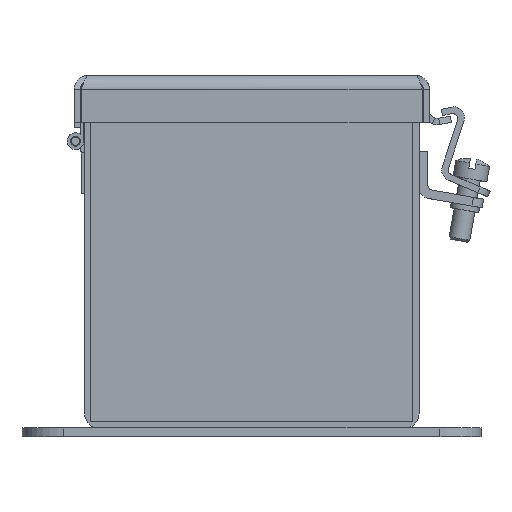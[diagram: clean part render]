
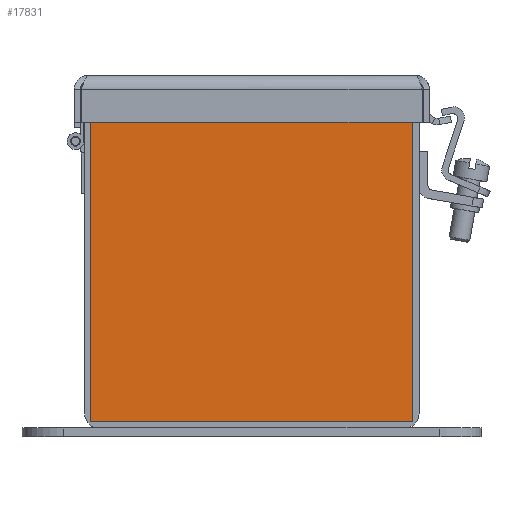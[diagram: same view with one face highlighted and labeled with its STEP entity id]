
A CAD part, left-side view. The second image highlights one B-rep face of the part: STEP entity #17831.
In plain terms, the highlighted planar face has unit normal (-1, 0, 0).
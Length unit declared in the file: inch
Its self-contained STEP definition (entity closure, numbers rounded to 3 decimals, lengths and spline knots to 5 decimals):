
#107 = LINE ( 'NONE', #19650, #15175 ) ;
#352 = CARTESIAN_POINT ( 'NONE',  ( -6., -1.926, 0.75 ) ) ;
#356 = VERTEX_POINT ( 'NONE', #20133 ) ;
#546 = ORIENTED_EDGE ( 'NONE', *, *, #1569, .T. ) ;
#842 = DIRECTION ( 'NONE',  ( 0., 0., -1. ) ) ;
#907 = LINE ( 'NONE', #8020, #5492 ) ;
#1339 = DIRECTION ( 'NONE',  ( 0., 1., 0. ) ) ;
#1553 = VECTOR ( 'NONE', #842, 39.37008 ) ;
#1569 = EDGE_CURVE ( 'NONE', #10487, #19511, #7122, .T. ) ;
#1749 = CARTESIAN_POINT ( 'NONE',  ( -6., 1.4275, 2.58225 ) ) ;
#1752 = VECTOR ( 'NONE', #18921, 39.37008 ) ;
#2402 = ORIENTED_EDGE ( 'NONE', *, *, #4916, .F. ) ;
#2888 = CARTESIAN_POINT ( 'NONE',  ( -6., -1.926, -1.176 ) ) ;
#3024 = CARTESIAN_POINT ( 'NONE',  ( -6., -1.4275, 2.58225 ) ) ;
#3601 = VECTOR ( 'NONE', #4890, 39.37008 ) ;
#4062 = VERTEX_POINT ( 'NONE', #16761 ) ;
#4629 = LINE ( 'NONE', #17630, #19949 ) ;
#4665 = ORIENTED_EDGE ( 'NONE', *, *, #13293, .F. ) ;
#4730 = EDGE_CURVE ( 'NONE', #19421, #13785, #107, .T. ) ;
#4746 = ORIENTED_EDGE ( 'NONE', *, *, #19357, .F. ) ;
#4830 = LINE ( 'NONE', #12984, #8919 ) ;
#4890 = DIRECTION ( 'NONE',  ( 0., 0., 1. ) ) ;
#4916 = EDGE_CURVE ( 'NONE', #4062, #5625, #5134, .T. ) ;
#4943 = DIRECTION ( 'NONE',  ( 0., -1., 0. ) ) ;
#5134 = LINE ( 'NONE', #16048, #20602 ) ;
#5492 = VECTOR ( 'NONE', #18638, 39.37008 ) ;
#5583 = VERTEX_POINT ( 'NONE', #6454 ) ;
#5625 = VERTEX_POINT ( 'NONE', #11679 ) ;
#5670 = CARTESIAN_POINT ( 'NONE',  ( -6., -1.4277, 2.58205 ) ) ;
#5932 = CARTESIAN_POINT ( 'NONE',  ( -6., -1.4277, 2.58205 ) ) ;
#6081 = VERTEX_POINT ( 'NONE', #8474 ) ;
#6134 = ORIENTED_EDGE ( 'NONE', *, *, #7438, .T. ) ;
#6454 = CARTESIAN_POINT ( 'NONE',  ( -6., 1.4277, 2.676 ) ) ;
#7122 = LINE ( 'NONE', #5670, #14402 ) ;
#7327 = FACE_OUTER_BOUND ( 'NONE', #20221, .T. ) ;
#7376 = ORIENTED_EDGE ( 'NONE', *, *, #15371, .F. ) ;
#7420 = LINE ( 'NONE', #13778, #8256 ) ;
#7438 = EDGE_CURVE ( 'NONE', #356, #6081, #907, .T. ) ;
#8020 = CARTESIAN_POINT ( 'NONE',  ( -6., 1.4275, 2.58205 ) ) ;
#8256 = VECTOR ( 'NONE', #17048, 39.37008 ) ;
#8474 = CARTESIAN_POINT ( 'NONE',  ( -6., 1.4277, 2.58205 ) ) ;
#8812 = LINE ( 'NONE', #15186, #1553 ) ;
#8902 = CARTESIAN_POINT ( 'NONE',  ( -6., 0., 0.75 ) ) ;
#8919 = VECTOR ( 'NONE', #19320, 39.37008 ) ;
#9127 = CARTESIAN_POINT ( 'NONE',  ( -6., -1.4275, 2.58205 ) ) ;
#9381 = CARTESIAN_POINT ( 'NONE',  ( -6., 1.926, 0.75 ) ) ;
#9491 = DIRECTION ( 'NONE',  ( 0., 0., 1. ) ) ;
#9655 = ORIENTED_EDGE ( 'NONE', *, *, #14053, .F. ) ;
#9867 = EDGE_CURVE ( 'NONE', #19511, #13785, #4830, .T. ) ;
#10258 = EDGE_CURVE ( 'NONE', #17855, #12914, #19045, .T. ) ;
#10487 = VERTEX_POINT ( 'NONE', #5932 ) ;
#11060 = LINE ( 'NONE', #19048, #15448 ) ;
#11331 = ORIENTED_EDGE ( 'NONE', *, *, #10258, .F. ) ;
#11679 = CARTESIAN_POINT ( 'NONE',  ( -6., -1.926, 2.676 ) ) ;
#12500 = EDGE_CURVE ( 'NONE', #19421, #356, #8812, .T. ) ;
#12838 = ORIENTED_EDGE ( 'NONE', *, *, #9867, .T. ) ;
#12914 = VERTEX_POINT ( 'NONE', #18002 ) ;
#12984 = CARTESIAN_POINT ( 'NONE',  ( -6., -1.4275, 2.58205 ) ) ;
#13148 = VERTEX_POINT ( 'NONE', #2888 ) ;
#13293 = EDGE_CURVE ( 'NONE', #12914, #5583, #4629, .T. ) ;
#13649 = VECTOR ( 'NONE', #16516, 39.37008 ) ;
#13778 = CARTESIAN_POINT ( 'NONE',  ( -6., 1.4277, 0.75 ) ) ;
#13785 = VERTEX_POINT ( 'NONE', #3024 ) ;
#13971 = ORIENTED_EDGE ( 'NONE', *, *, #12500, .T. ) ;
#14053 = EDGE_CURVE ( 'NONE', #5583, #6081, #7420, .T. ) ;
#14166 = CARTESIAN_POINT ( 'NONE',  ( -6., 0., -1.176 ) ) ;
#14280 = LINE ( 'NONE', #14166, #1752 ) ;
#14402 = VECTOR ( 'NONE', #19946, 39.37008 ) ;
#14590 = DIRECTION ( 'NONE',  ( 0., -1., 0. ) ) ;
#15175 = VECTOR ( 'NONE', #14590, 39.37008 ) ;
#15186 = CARTESIAN_POINT ( 'NONE',  ( -6., 1.4275, 2.676 ) ) ;
#15371 = EDGE_CURVE ( 'NONE', #5625, #13148, #17890, .T. ) ;
#15448 = VECTOR ( 'NONE', #9491, 39.37008 ) ;
#15586 = PLANE ( 'NONE',  #16286 ) ;
#15973 = ORIENTED_EDGE ( 'NONE', *, *, #20305, .F. ) ;
#16048 = CARTESIAN_POINT ( 'NONE',  ( -6., 0., 2.676 ) ) ;
#16286 = AXIS2_PLACEMENT_3D ( 'NONE', #8902, #20460, #1339 ) ;
#16516 = DIRECTION ( 'NONE',  ( 0., 0., -1. ) ) ;
#16761 = CARTESIAN_POINT ( 'NONE',  ( -6., -1.4277, 2.676 ) ) ;
#17048 = DIRECTION ( 'NONE',  ( 0., 0., -1. ) ) ;
#17593 = CARTESIAN_POINT ( 'NONE',  ( -6., 1.926, -1.176 ) ) ;
#17630 = CARTESIAN_POINT ( 'NONE',  ( -6., 0., 2.676 ) ) ;
#17831 = ADVANCED_FACE ( 'NONE', ( #7327 ), #15586, .F. ) ;
#17855 = VERTEX_POINT ( 'NONE', #17593 ) ;
#17890 = LINE ( 'NONE', #352, #13649 ) ;
#18002 = CARTESIAN_POINT ( 'NONE',  ( -6., 1.926, 2.676 ) ) ;
#18638 = DIRECTION ( 'NONE',  ( 0., 1., 0. ) ) ;
#18905 = ORIENTED_EDGE ( 'NONE', *, *, #4730, .F. ) ;
#18921 = DIRECTION ( 'NONE',  ( 0., 1., 0. ) ) ;
#19045 = LINE ( 'NONE', #9381, #3601 ) ;
#19048 = CARTESIAN_POINT ( 'NONE',  ( -6., -1.4277, 0.75 ) ) ;
#19320 = DIRECTION ( 'NONE',  ( 0., 0., 1. ) ) ;
#19357 = EDGE_CURVE ( 'NONE', #10487, #4062, #11060, .T. ) ;
#19421 = VERTEX_POINT ( 'NONE', #1749 ) ;
#19511 = VERTEX_POINT ( 'NONE', #9127 ) ;
#19518 = DIRECTION ( 'NONE',  ( 0., -1., 0. ) ) ;
#19650 = CARTESIAN_POINT ( 'NONE',  ( -6., 0., 2.58225 ) ) ;
#19946 = DIRECTION ( 'NONE',  ( 0., 1., 0. ) ) ;
#19949 = VECTOR ( 'NONE', #4943, 39.37008 ) ;
#20133 = CARTESIAN_POINT ( 'NONE',  ( -6., 1.4275, 2.58205 ) ) ;
#20221 = EDGE_LOOP ( 'NONE', ( #546, #12838, #18905, #13971, #6134, #9655, #4665, #11331, #15973, #7376, #2402, #4746 ) ) ;
#20305 = EDGE_CURVE ( 'NONE', #13148, #17855, #14280, .T. ) ;
#20460 = DIRECTION ( 'NONE',  ( 1., 0., 0. ) ) ;
#20602 = VECTOR ( 'NONE', #19518, 39.37008 ) ;
